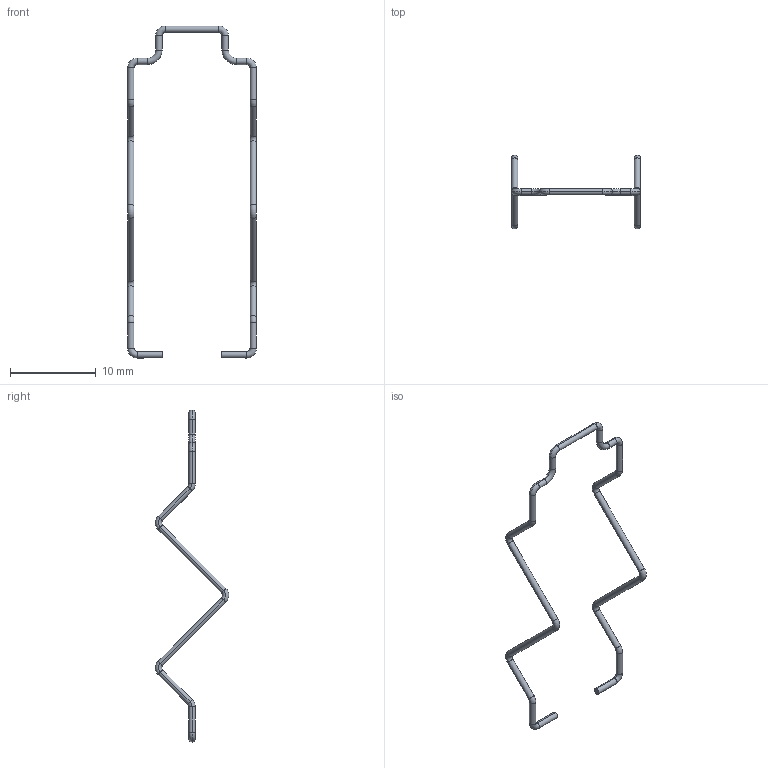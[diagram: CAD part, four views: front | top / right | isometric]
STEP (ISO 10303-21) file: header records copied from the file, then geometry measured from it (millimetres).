
FILE_DESCRIPTION(('CATIA V5 STEP Exchange','CAx-IF Rec.Pracs.--- Model Styling and Organization---1.4--- 2014-01-23'),'2;1');
FILE_NAME ('12624187_4_7760056390_S3D_SDI_CLIP_HM.stp','2021-12-09T10:44:58+00:00',('none'),('Weidmueller'),'CATIA Version 5-6 Release 2016 SP3 HF44','CATIA V5 STEP AP214','none');
FILE_SCHEMA(('AUTOMOTIVE_DESIGN { 1 0 10303 214 1 1 1 1 }'));
Length unit declared in the file: millimetre
Products named in the file (1): S3D_SDI_CLIP_HM
Bounding box: 15.05 x 8.58 x 38.75 mm (x, y, z)
Volume: 50.2 mm3; surface area: 268.8 mm2
Topology: 1 solids, 1 shells, 76 faces, 150 edges, 76 vertices
Faces by surface type: cylinder 38, torus 36, plane 2
Entity records: 1729 total; most frequent: ORIENTED_EDGE 300, CARTESIAN_POINT 286, DIRECTION 214, EDGE_CURVE 150, AXIS2_PLACEMENT_3D 142, CIRCLE 106, ADVANCED_FACE 76, OVER_RIDING_STYLED_ITEM 76
